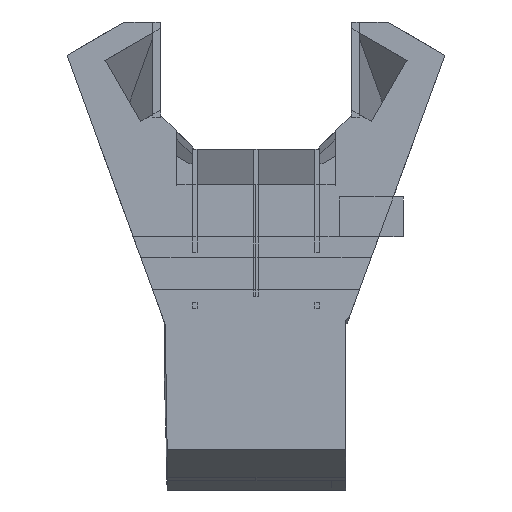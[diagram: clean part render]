
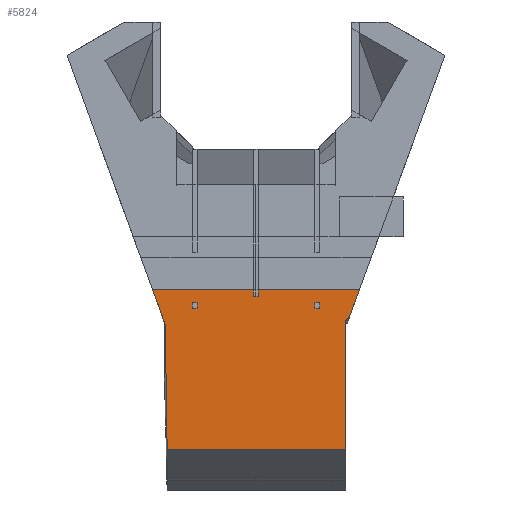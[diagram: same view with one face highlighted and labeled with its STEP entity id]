
A CAD part, front view. The second image highlights one B-rep face of the part: STEP entity #5824.
In plain terms, the highlighted planar face has unit normal (0, -1, 0).
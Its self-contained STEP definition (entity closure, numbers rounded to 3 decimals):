
#21=FACE_BOUND('',#438,.T.);
#22=FACE_BOUND('',#439,.T.);
#138=FACE_OUTER_BOUND('',#437,.T.);
#437=EDGE_LOOP('',(#4393,#4394,#4395,#4396,#4397,#4398,#4399,#4400,#4401,
#4402,#4403,#4404,#4405,#4406,#4407,#4408,#4409,#4410,#4411));
#438=EDGE_LOOP('',(#4412,#4413,#4414,#4415));
#439=EDGE_LOOP('',(#4416,#4417,#4418,#4419));
#644=LINE('',#7824,#1491);
#647=LINE('',#7830,#1494);
#660=LINE('',#7855,#1507);
#662=LINE('',#7860,#1509);
#674=LINE('',#7884,#1521);
#690=LINE('',#7921,#1537);
#693=LINE('',#7929,#1540);
#697=LINE('',#7936,#1544);
#698=LINE('',#7938,#1545);
#735=LINE('',#8011,#1582);
#964=LINE('',#8467,#1811);
#989=LINE('',#8518,#1836);
#990=LINE('',#8521,#1837);
#991=LINE('',#8523,#1838);
#992=LINE('',#8525,#1839);
#993=LINE('',#8527,#1840);
#994=LINE('',#8529,#1841);
#995=LINE('',#8530,#1842);
#996=LINE('',#8533,#1843);
#997=LINE('',#8535,#1844);
#998=LINE('',#8537,#1845);
#999=LINE('',#8538,#1846);
#1000=LINE('',#8541,#1847);
#1001=LINE('',#8543,#1848);
#1002=LINE('',#8545,#1849);
#1003=LINE('',#8546,#1850);
#1491=VECTOR('',#6362,10.);
#1494=VECTOR('',#6365,1.);
#1507=VECTOR('',#6380,10.);
#1509=VECTOR('',#6386,10.);
#1521=VECTOR('',#6404,10.);
#1537=VECTOR('',#6436,1.);
#1540=VECTOR('',#6441,10.);
#1544=VECTOR('',#6447,1.);
#1545=VECTOR('',#6450,10.);
#1582=VECTOR('',#6497,10.);
#1811=VECTOR('',#6872,1.);
#1836=VECTOR('',#6921,1.);
#1837=VECTOR('',#6924,1.);
#1838=VECTOR('',#6925,1.);
#1839=VECTOR('',#6926,1.);
#1840=VECTOR('',#6927,1.);
#1841=VECTOR('',#6928,1.);
#1842=VECTOR('',#6929,1.);
#1843=VECTOR('',#6930,1.);
#1844=VECTOR('',#6931,1.);
#1845=VECTOR('',#6932,1.);
#1846=VECTOR('',#6933,1.);
#1847=VECTOR('',#6934,1.);
#1848=VECTOR('',#6935,1.);
#1849=VECTOR('',#6936,1.);
#1850=VECTOR('',#6937,1.);
#2334=VERTEX_POINT('',#7821);
#2335=VERTEX_POINT('',#7823);
#2337=VERTEX_POINT('',#7827);
#2338=VERTEX_POINT('',#7829);
#2349=VERTEX_POINT('',#7853);
#2350=VERTEX_POINT('',#7859);
#2355=VERTEX_POINT('',#7875);
#2359=VERTEX_POINT('',#7882);
#2375=VERTEX_POINT('',#7926);
#2376=VERTEX_POINT('',#7928);
#2378=VERTEX_POINT('',#7934);
#2563=VERTEX_POINT('',#8465);
#2577=VERTEX_POINT('',#8516);
#2578=VERTEX_POINT('',#8520);
#2579=VERTEX_POINT('',#8522);
#2580=VERTEX_POINT('',#8524);
#2581=VERTEX_POINT('',#8526);
#2582=VERTEX_POINT('',#8528);
#2583=VERTEX_POINT('',#8531);
#2584=VERTEX_POINT('',#8532);
#2585=VERTEX_POINT('',#8534);
#2586=VERTEX_POINT('',#8536);
#2587=VERTEX_POINT('',#8539);
#2588=VERTEX_POINT('',#8540);
#2589=VERTEX_POINT('',#8542);
#2590=VERTEX_POINT('',#8544);
#2884=EDGE_CURVE('',#2335,#2334,#644,.T.);
#2887=EDGE_CURVE('',#2338,#2337,#647,.T.);
#2900=EDGE_CURVE('',#2334,#2349,#660,.T.);
#2902=EDGE_CURVE('',#2350,#2335,#662,.T.);
#2914=EDGE_CURVE('',#2355,#2359,#674,.T.);
#2932=EDGE_CURVE('',#2350,#2337,#690,.T.);
#2935=EDGE_CURVE('',#2375,#2376,#693,.T.);
#2939=EDGE_CURVE('',#2375,#2378,#697,.T.);
#2940=EDGE_CURVE('',#2376,#2359,#698,.T.);
#2977=EDGE_CURVE('',#2349,#2355,#735,.T.);
#3208=EDGE_CURVE('',#2563,#2378,#964,.T.);
#3233=EDGE_CURVE('',#2563,#2577,#989,.T.);
#3234=EDGE_CURVE('',#2577,#2578,#990,.T.);
#3235=EDGE_CURVE('',#2578,#2579,#991,.T.);
#3236=EDGE_CURVE('',#2579,#2580,#992,.T.);
#3237=EDGE_CURVE('',#2579,#2581,#993,.T.);
#3238=EDGE_CURVE('',#2582,#2581,#994,.T.);
#3239=EDGE_CURVE('',#2338,#2582,#995,.T.);
#3240=EDGE_CURVE('',#2583,#2584,#996,.T.);
#3241=EDGE_CURVE('',#2583,#2585,#997,.T.);
#3242=EDGE_CURVE('',#2586,#2585,#998,.T.);
#3243=EDGE_CURVE('',#2584,#2586,#999,.T.);
#3244=EDGE_CURVE('',#2587,#2588,#1000,.T.);
#3245=EDGE_CURVE('',#2589,#2587,#1001,.T.);
#3246=EDGE_CURVE('',#2589,#2590,#1002,.T.);
#3247=EDGE_CURVE('',#2588,#2590,#1003,.T.);
#4393=ORIENTED_EDGE('',*,*,#2900,.T.);
#4394=ORIENTED_EDGE('',*,*,#2977,.T.);
#4395=ORIENTED_EDGE('',*,*,#2914,.T.);
#4396=ORIENTED_EDGE('',*,*,#2940,.F.);
#4397=ORIENTED_EDGE('',*,*,#2935,.F.);
#4398=ORIENTED_EDGE('',*,*,#2939,.T.);
#4399=ORIENTED_EDGE('',*,*,#3208,.F.);
#4400=ORIENTED_EDGE('',*,*,#3233,.T.);
#4401=ORIENTED_EDGE('',*,*,#3234,.T.);
#4402=ORIENTED_EDGE('',*,*,#3235,.T.);
#4403=ORIENTED_EDGE('',*,*,#3236,.T.);
#4404=ORIENTED_EDGE('',*,*,#3236,.F.);
#4405=ORIENTED_EDGE('',*,*,#3237,.T.);
#4406=ORIENTED_EDGE('',*,*,#3238,.F.);
#4407=ORIENTED_EDGE('',*,*,#3239,.F.);
#4408=ORIENTED_EDGE('',*,*,#2887,.T.);
#4409=ORIENTED_EDGE('',*,*,#2932,.F.);
#4410=ORIENTED_EDGE('',*,*,#2902,.T.);
#4411=ORIENTED_EDGE('',*,*,#2884,.T.);
#4412=ORIENTED_EDGE('',*,*,#3240,.F.);
#4413=ORIENTED_EDGE('',*,*,#3241,.T.);
#4414=ORIENTED_EDGE('',*,*,#3242,.F.);
#4415=ORIENTED_EDGE('',*,*,#3243,.F.);
#4416=ORIENTED_EDGE('',*,*,#3244,.F.);
#4417=ORIENTED_EDGE('',*,*,#3245,.F.);
#4418=ORIENTED_EDGE('',*,*,#3246,.T.);
#4419=ORIENTED_EDGE('',*,*,#3247,.F.);
#5527=PLANE('',#6140);
#5824=ADVANCED_FACE('',(#138,#21,#22),#5527,.F.);
#6140=AXIS2_PLACEMENT_3D('',#8519,#6922,#6923);
#6362=DIRECTION('',(0.342,0.,-0.94));
#6365=DIRECTION('',(0.342,0.,-0.94));
#6380=DIRECTION('',(0.,0.,-1.));
#6386=DIRECTION('',(-0.655,0.,-0.756));
#6404=DIRECTION('',(1.,0.,0.));
#6436=DIRECTION('',(-1.,0.,0.));
#6441=DIRECTION('',(-0.655,0.,-0.756));
#6447=DIRECTION('',(1.,0.,0.));
#6450=DIRECTION('',(0.,0.,-1.));
#6497=DIRECTION('',(0.015,0.,-1.));
#6872=DIRECTION('',(-0.342,0.,-0.94));
#6921=DIRECTION('',(-1.,0.,0.));
#6922=DIRECTION('center_axis',(0.,1.,0.));
#6923=DIRECTION('ref_axis',(1.,0.,0.));
#6924=DIRECTION('',(0.,0.,-1.));
#6925=DIRECTION('',(-1.,0.,0.));
#6926=DIRECTION('',(0.,0.,-1.));
#6927=DIRECTION('',(-1.,0.,0.));
#6928=DIRECTION('',(0.,0.,-1.));
#6929=DIRECTION('',(1.,0.,0.));
#6930=DIRECTION('',(-1.,0.,0.));
#6931=DIRECTION('',(0.,0.,-1.));
#6932=DIRECTION('',(1.,0.,0.));
#6933=DIRECTION('',(0.,0.,-1.));
#6934=DIRECTION('',(0.,0.,-1.));
#6935=DIRECTION('',(-1.,0.,0.));
#6936=DIRECTION('',(0.,0.,-1.));
#6937=DIRECTION('',(1.,0.,0.));
#7821=CARTESIAN_POINT('',(-7.146,-66.5,-16.515));
#7823=CARTESIAN_POINT('',(-7.562,-66.5,-15.372));
#7824=CARTESIAN_POINT('',(-7.391,-66.5,-15.842));
#7827=CARTESIAN_POINT('',(-7.567,-66.5,-15.359));
#7829=CARTESIAN_POINT('',(-8.761,-66.5,-12.078));
#7830=CARTESIAN_POINT('',(-18.737,-66.5,15.333));
#7853=CARTESIAN_POINT('',(-7.146,-66.5,-17.592));
#7855=CARTESIAN_POINT('',(-7.146,-66.5,2.004));
#7859=CARTESIAN_POINT('',(-7.55,-66.5,-15.359));
#7860=CARTESIAN_POINT('',(-7.627,-66.5,-15.447));
#7875=CARTESIAN_POINT('',(-6.921,-66.5,-32.201));
#7882=CARTESIAN_POINT('',(15.55,-66.5,-32.201));
#7884=CARTESIAN_POINT('',(-7.25,-66.5,-32.201));
#7921=CARTESIAN_POINT('',(-13.25,-66.5,-15.359));
#7926=CARTESIAN_POINT('',(16.05,-66.5,-15.359));
#7928=CARTESIAN_POINT('',(15.55,-66.5,-15.936));
#7929=CARTESIAN_POINT('',(27.989,-66.5,-1.573));
#7934=CARTESIAN_POINT('',(16.067,-66.5,-15.359));
#7936=CARTESIAN_POINT('',(21.75,-66.5,-15.359));
#7938=CARTESIAN_POINT('',(15.55,-66.5,-15.359));
#8011=CARTESIAN_POINT('',(-7.304,-66.5,-7.306));
#8465=CARTESIAN_POINT('',(17.261,-66.5,-12.078));
#8467=CARTESIAN_POINT('',(27.237,-66.5,15.333));
#8516=CARTESIAN_POINT('',(4.55,-66.5,-12.078));
#8518=CARTESIAN_POINT('',(25.75,-66.5,-12.078));
#8519=CARTESIAN_POINT('Origin',(29.25,-66.5,21.6));
#8520=CARTESIAN_POINT('',(4.55,-66.5,-12.9));
#8521=CARTESIAN_POINT('',(4.55,-66.5,5.6));
#8522=CARTESIAN_POINT('',(4.25,-66.5,-12.9));
#8523=CARTESIAN_POINT('',(2.85,-66.5,-12.9));
#8524=CARTESIAN_POINT('',(4.25,-66.5,-15.359));
#8525=CARTESIAN_POINT('',(4.25,-66.5,21.6));
#8526=CARTESIAN_POINT('',(3.95,-66.5,-12.9));
#8527=CARTESIAN_POINT('',(2.85,-66.5,-12.9));
#8528=CARTESIAN_POINT('',(3.95,-66.5,-12.078));
#8529=CARTESIAN_POINT('',(3.95,-66.5,5.6));
#8530=CARTESIAN_POINT('',(-17.25,-66.5,-12.078));
#8531=CARTESIAN_POINT('',(-3.15,-66.5,-13.684));
#8532=CARTESIAN_POINT('',(-3.75,-66.5,-13.684));
#8533=CARTESIAN_POINT('',(-4.25,-66.5,-13.684));
#8534=CARTESIAN_POINT('',(-3.15,-66.5,-14.4));
#8535=CARTESIAN_POINT('',(-3.15,-66.5,5.6));
#8536=CARTESIAN_POINT('',(-3.75,-66.5,-14.4));
#8537=CARTESIAN_POINT('',(-3.75,-66.5,-14.4));
#8538=CARTESIAN_POINT('',(-3.75,-66.5,5.6));
#8539=CARTESIAN_POINT('',(11.65,-66.5,-13.684));
#8540=CARTESIAN_POINT('',(11.65,-66.5,-14.4));
#8541=CARTESIAN_POINT('',(11.65,-66.5,5.6));
#8542=CARTESIAN_POINT('',(12.25,-66.5,-13.684));
#8543=CARTESIAN_POINT('',(11.45,-66.5,-13.684));
#8544=CARTESIAN_POINT('',(12.25,-66.5,-14.4));
#8545=CARTESIAN_POINT('',(12.25,-66.5,5.6));
#8546=CARTESIAN_POINT('',(11.65,-66.5,-14.4));
